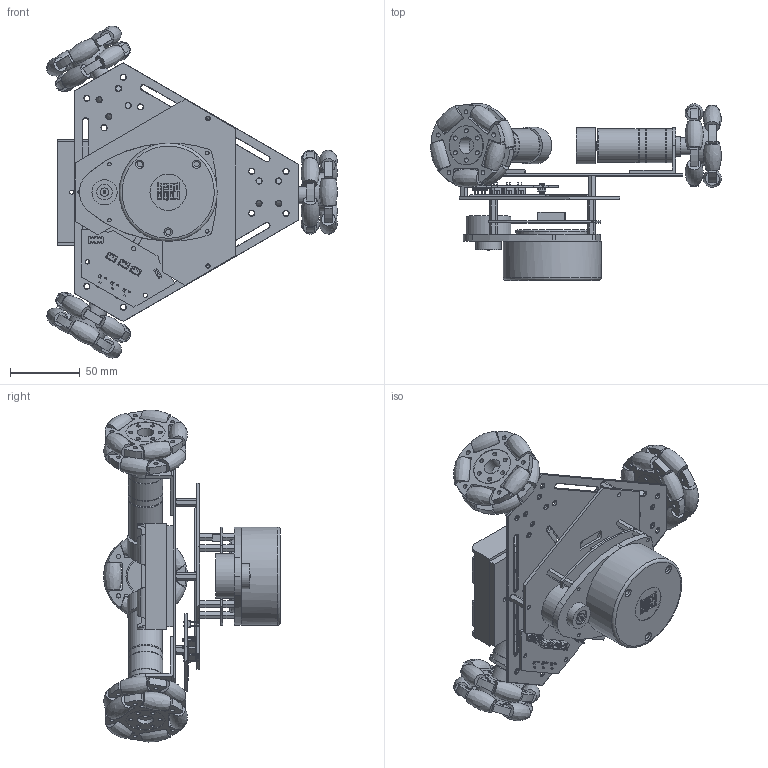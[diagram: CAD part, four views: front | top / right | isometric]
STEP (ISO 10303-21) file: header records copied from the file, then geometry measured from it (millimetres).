
FILE_DESCRIPTION(/* description */ (''),/* implementation_level */ '2;1');
FILE_NAME(/* name */ 'base_v37.step',/* time_stamp */ '2020-06-21T22:11:54-03:00',/* author */ (''),/* organization */ (''),/* preprocessor_version */ 'ST-DEVELOPER v18.1',/* originating_system */ 'Autodesk Translation Framework v9.3.0.1241',/* authorisation */ '');
FILE_SCHEMA (('AUTOMOTIVE_DESIGN { 1 0 10303 214 3 1 1 }'));
Products named in the file (41): base; Base_1; 12V DC 100RPM High Torque Electric Motor v1; bracket; 12V DC 100RPM High Torque Electric Motor v1 (1); 12V DC 100RPM High Torque Electric Motor v1 (2); OMNI WHEEL v3; eixo; OMNI WHEEL v3_1; OMNI WHEEL v3_2; Part1^OMNI WHEEL; Part2^OMNI WHEEL; Espaçador_M3_15mm; Base_Lidar; rplidar_main v2; suporte_bateria v1; User Library-18650 holder x2; Suporte_bat_base; placa_h_bridge; Board; C1; C2; C3; C4; C5; C6; User_Library-cap_0603-1; J1; 61300311121 (1); 61300311121; 6130xx11121_PIN; J2; 61300821121 (1); 6130xx21121_PIN; 61300821121; U1; U2; U3; User_Library-SON8-2x2mm-1; Free-Models ...
Assembly tree (95 placements, depth 5):
  base
    bracket  x3
    Base_1
    12V DC 100RPM High Torque Electric Motor v1
    12V DC 100RPM High Torque Electric Motor v1 (1)
    12V DC 100RPM High Torque Electric Motor v1 (2)
    eixo  x3
    OMNI WHEEL v3
      Part1^OMNI WHEEL
      Part2^OMNI WHEEL  x10
    OMNI WHEEL v3_1
      Part1^OMNI WHEEL
      Part2^OMNI WHEEL  x10
    OMNI WHEEL v3_2
      Part1^OMNI WHEEL
      Part2^OMNI WHEEL  x10
    Espaçador_M3_15mm  x3
    Base_Lidar
    rplidar_main v2
    suporte_bateria v1
      User Library-18650 holder x2
    Suporte_bat_base
    placa_h_bridge
      Board
      C1
        User_Library-cap_0603-1
      C2
        User_Library-cap_0603-1
      C3
        User_Library-cap_0603-1
      C4
        User_Library-cap_0603-1
      C5
        User_Library-cap_0603-1
      C6
        User_Library-cap_0603-1
      J1
        61300311121 (1)
          61300311121
          6130xx11121_PIN  x3
      J2
        61300821121 (1)
          6130xx21121_PIN  x8
          61300821121
      U1
        User_Library-SON8-2x2mm-1
      U2
        User_Library-SON8-2x2mm-1
      U3
        User_Library-SON8-2x2mm-1
      Free-Models
        User_Library-Molex_22-03-5025  x3
Bounding box: 208.02 x 126.45 x 237.44 mm (x, y, z)
Volume: 424384 mm3; surface area: 235457.3 mm2
Topology: 105 solids, 229 shells, 2908 faces, 7373 edges, 4929 vertices
Faces by surface type: plane 1706, cylinder 912, torus 128, bspline 72, sphere 72, cone 18
Full cylindrical faces by diameter (mm): 0.7 x12, 1.016 x6, 1.1 x11, 1.2 x6, 1.987 x1, 2.1 x8, 2.3 x66, 2.459 x6, 2.5 x4, 2.537 x12, 2.6 x6, 3 x118, 3.2 x6, 3.5 x30, 3.684 x6, 4 x36, 4.4 x18, 4.5 x3, 5.2 x2, 6.002 x1, 6.5 x3, 6.9 x3, 8 x3, 10 x3, 11.043 x1, 12 x6, 14 x3, 18 x1, 20 x1, 22.25 x3
Entity records: 66548 total; most frequent: CARTESIAN_POINT 20780, DIRECTION 9257, ORIENTED_EDGE 8558, EDGE_CURVE 4610, VERTEX_POINT 3229, AXIS2_PLACEMENT_3D 3140, LINE 2977, VECTOR 2977
